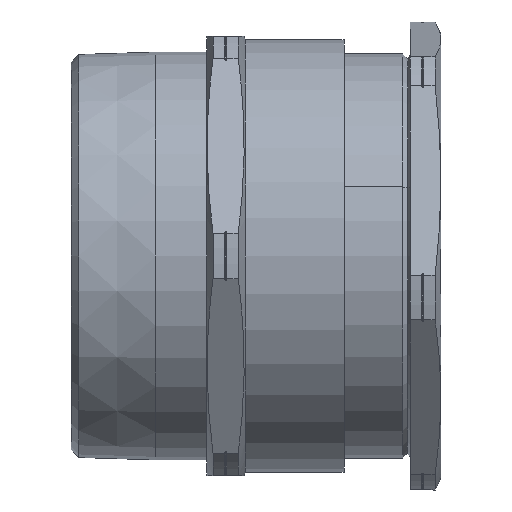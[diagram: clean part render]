
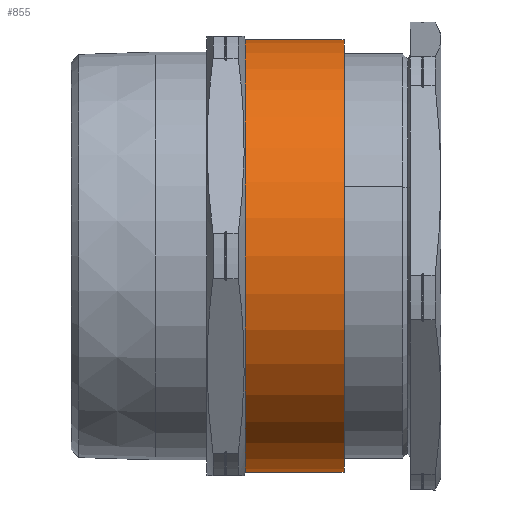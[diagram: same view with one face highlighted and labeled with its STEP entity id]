
A CAD part, front view. The second image highlights one B-rep face of the part: STEP entity #855.
In plain terms, the highlighted cylindrical face has radius 75 mm (diameter 150 mm), a partial arc.
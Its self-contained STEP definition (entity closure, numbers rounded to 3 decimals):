
#199 = CARTESIAN_POINT ( 'NONE',  ( 94.6, 0., -75. ) ) ;
#218 = LINE ( 'NONE', #2247, #1689 ) ;
#315 = ORIENTED_EDGE ( 'NONE', *, *, #2644, .F. ) ;
#395 = DIRECTION ( 'NONE',  ( 1., 0., 0. ) ) ;
#403 = ORIENTED_EDGE ( 'NONE', *, *, #1673, .F. ) ;
#494 = DIRECTION ( 'NONE',  ( 0., 0., -1. ) ) ;
#512 = VERTEX_POINT ( 'NONE', #199 ) ;
#603 = EDGE_CURVE ( 'NONE', #1554, #512, #2064, .T. ) ;
#699 = CARTESIAN_POINT ( 'NONE',  ( 94.6, 0., 0. ) ) ;
#730 = FACE_OUTER_BOUND ( 'NONE', #2686, .T. ) ;
#855 = ADVANCED_FACE ( 'NONE', ( #730 ), #2249, .T. ) ;
#1071 = CARTESIAN_POINT ( 'NONE',  ( 94.6, 0., -75. ) ) ;
#1286 = ORIENTED_EDGE ( 'NONE', *, *, #603, .T. ) ;
#1346 = CARTESIAN_POINT ( 'NONE',  ( 60.3, 0., 75. ) ) ;
#1435 = DIRECTION ( 'NONE',  ( 1., 0., 0. ) ) ;
#1554 = VERTEX_POINT ( 'NONE', #2281 ) ;
#1673 = EDGE_CURVE ( 'NONE', #2111, #1677, #218, .T. ) ;
#1677 = VERTEX_POINT ( 'NONE', #1690 ) ;
#1689 = VECTOR ( 'NONE', #1435, 1000. ) ;
#1690 = CARTESIAN_POINT ( 'NONE',  ( 94.6, 0., 75. ) ) ;
#1772 = DIRECTION ( 'NONE',  ( 0., 0., -1. ) ) ;
#1822 = DIRECTION ( 'NONE',  ( 1., 0., 0. ) ) ;
#1832 = DIRECTION ( 'NONE',  ( 0., 0., -1. ) ) ;
#1916 = EDGE_CURVE ( 'NONE', #2111, #1554, #2556, .T. ) ;
#2064 = LINE ( 'NONE', #1071, #2544 ) ;
#2111 = VERTEX_POINT ( 'NONE', #1346 ) ;
#2206 = DIRECTION ( 'NONE',  ( 1., 0., 0. ) ) ;
#2247 = CARTESIAN_POINT ( 'NONE',  ( 94.6, 0., 75. ) ) ;
#2249 = CYLINDRICAL_SURFACE ( 'NONE', #3177, 75. ) ;
#2270 = ORIENTED_EDGE ( 'NONE', *, *, #1916, .T. ) ;
#2281 = CARTESIAN_POINT ( 'NONE',  ( 60.3, 0., -75. ) ) ;
#2375 = AXIS2_PLACEMENT_3D ( 'NONE', #3179, #395, #1772 ) ;
#2544 = VECTOR ( 'NONE', #2206, 1000. ) ;
#2556 = CIRCLE ( 'NONE', #2375, 75. ) ;
#2592 = CIRCLE ( 'NONE', #2925, 75. ) ;
#2644 = EDGE_CURVE ( 'NONE', #1677, #512, #2592, .T. ) ;
#2686 = EDGE_LOOP ( 'NONE', ( #403, #2270, #1286, #315 ) ) ;
#2733 = CARTESIAN_POINT ( 'NONE',  ( 94.6, 0., 0. ) ) ;
#2925 = AXIS2_PLACEMENT_3D ( 'NONE', #2733, #3035, #494 ) ;
#3035 = DIRECTION ( 'NONE',  ( 1., 0., 0. ) ) ;
#3177 = AXIS2_PLACEMENT_3D ( 'NONE', #699, #1822, #1832 ) ;
#3179 = CARTESIAN_POINT ( 'NONE',  ( 60.3, 0., 0. ) ) ;
